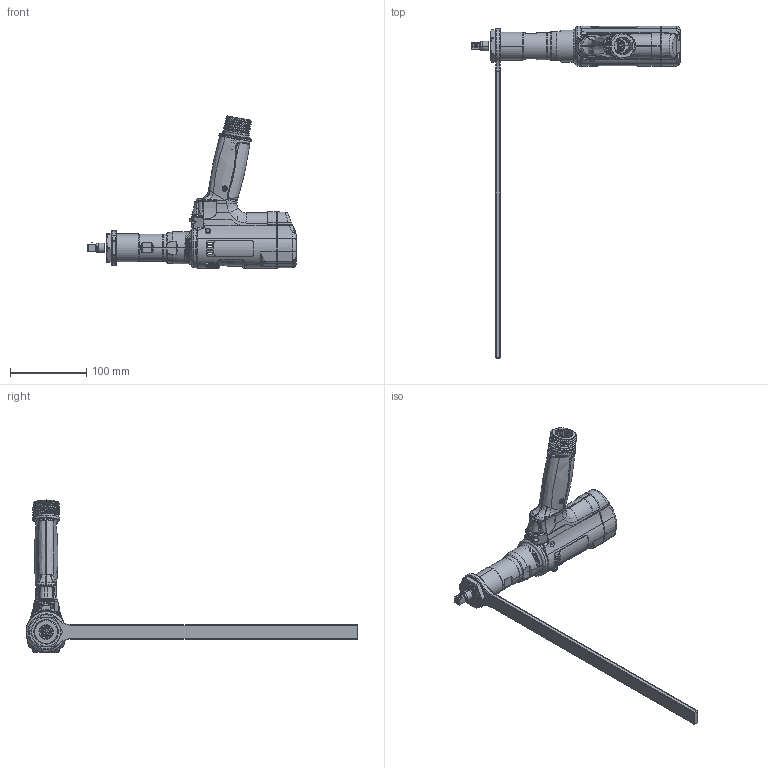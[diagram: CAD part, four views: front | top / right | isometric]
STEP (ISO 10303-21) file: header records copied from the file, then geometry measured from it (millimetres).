
FILE_DESCRIPTION((''),'2;1');
FILE_NAME('EB33PB-28','2012-02-09T',('MAM0508'),(''),'PRO/ENGINEER BY PARAMETRIC TECHNOLOGY CORPORATION, 2010430','PRO/ENGINEER BY PARAMETRIC TECHNOLOGY CORPORATION, 2010430','');
FILE_SCHEMA(('CONFIG_CONTROL_DESIGN'));
Products named in the file (1): EB33PB-28
Bounding box: 272.72 x 435.2 x 199.31 mm (x, y, z)
Surface area: 141830.9 mm2 (no closed solid volume)
Topology: 0 solids, 126 shells, 1262 faces, 6116 edges, 4769 vertices
Faces by surface type: cylinder 418, plane 400, bspline 249, cone 96, torus 78, extrusion 17, sphere 4
Entity records: 85973 total; most frequent: CARTESIAN_POINT 44446, ORIENTED_EDGE 8146, DIRECTION 6703, EDGE_CURVE 6114, VERTEX_POINT 4769, B_SPLINE_CURVE_WITH_KNOTS 2639, VECTOR 2307, LINE 2290
